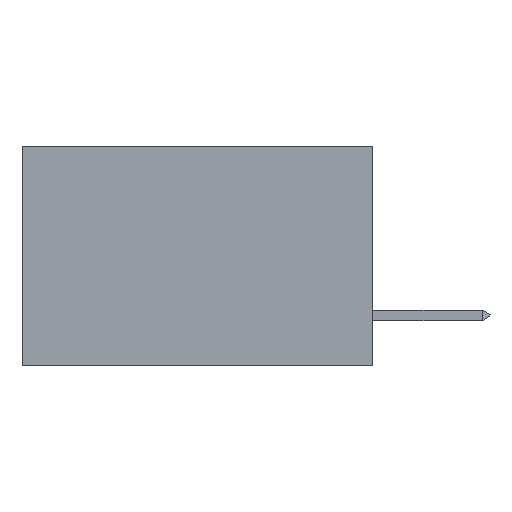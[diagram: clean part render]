
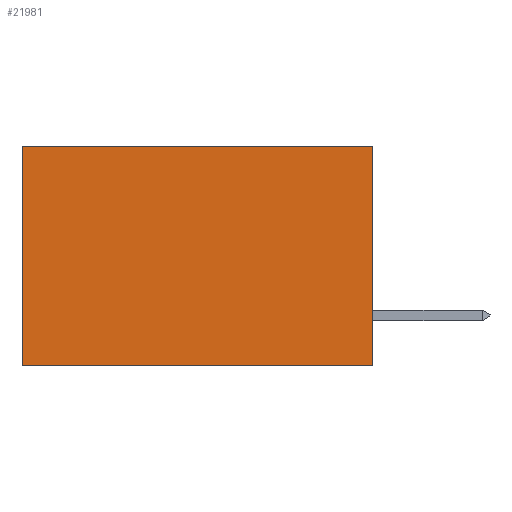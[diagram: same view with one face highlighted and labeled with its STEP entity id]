
A CAD part, left-side view. The second image highlights one B-rep face of the part: STEP entity #21981.
In plain terms, the highlighted planar face has unit normal (-1, 0, 0).
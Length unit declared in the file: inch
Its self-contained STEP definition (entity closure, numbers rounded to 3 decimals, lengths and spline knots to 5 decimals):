
#839 = EDGE_CURVE ( 'NONE', #14605, #17377, #16964, .T. ) ;
#1010 = VECTOR ( 'NONE', #4951, 39.37008 ) ;
#1277 = ORIENTED_EDGE ( 'NONE', *, *, #14774, .T. ) ;
#2391 = CARTESIAN_POINT ( 'NONE',  ( 0.277, 0., -0.37 ) ) ;
#4783 = CARTESIAN_POINT ( 'NONE',  ( 0.277, 0., 0. ) ) ;
#4803 = VECTOR ( 'NONE', #22506, 39.37008 ) ;
#4951 = DIRECTION ( 'NONE',  ( 0., 0., -1. ) ) ;
#5180 = CARTESIAN_POINT ( 'NONE',  ( 0.277, 0.59, -0.37 ) ) ;
#5218 = DIRECTION ( 'NONE',  ( 0., 0., -1. ) ) ;
#5827 = CARTESIAN_POINT ( 'NONE',  ( 0.277, 0.59, -0.37 ) ) ;
#6785 = LINE ( 'NONE', #20529, #4803 ) ;
#7276 = ORIENTED_EDGE ( 'NONE', *, *, #9346, .F. ) ;
#7811 = DIRECTION ( 'NONE',  ( 0., 1., 0. ) ) ;
#7823 = AXIS2_PLACEMENT_3D ( 'NONE', #9103, #11273, #25690 ) ;
#9103 = CARTESIAN_POINT ( 'NONE',  ( 0.277, 0., -0.37 ) ) ;
#9346 = EDGE_CURVE ( 'NONE', #25392, #17377, #6785, .T. ) ;
#10400 = EDGE_LOOP ( 'NONE', ( #13839, #7276, #20454, #1277 ) ) ;
#11273 = DIRECTION ( 'NONE',  ( 1., 0., 0. ) ) ;
#13839 = ORIENTED_EDGE ( 'NONE', *, *, #839, .T. ) ;
#14605 = VERTEX_POINT ( 'NONE', #16096 ) ;
#14774 = EDGE_CURVE ( 'NONE', #19886, #14605, #25930, .T. ) ;
#15699 = CARTESIAN_POINT ( 'NONE',  ( 0.277, 0., -0.37 ) ) ;
#16096 = CARTESIAN_POINT ( 'NONE',  ( 0.277, 0.59, 0. ) ) ;
#16621 = EDGE_CURVE ( 'NONE', #19886, #25392, #21254, .T. ) ;
#16964 = LINE ( 'NONE', #5180, #1010 ) ;
#17377 = VERTEX_POINT ( 'NONE', #5827 ) ;
#19886 = VERTEX_POINT ( 'NONE', #4783 ) ;
#20275 = FACE_OUTER_BOUND ( 'NONE', #10400, .T. ) ;
#20446 = VECTOR ( 'NONE', #7811, 39.37008 ) ;
#20454 = ORIENTED_EDGE ( 'NONE', *, *, #16621, .F. ) ;
#20529 = CARTESIAN_POINT ( 'NONE',  ( 0.277, 0., -0.37 ) ) ;
#21254 = LINE ( 'NONE', #15699, #26064 ) ;
#21566 = PLANE ( 'NONE',  #7823 ) ;
#21981 = ADVANCED_FACE ( 'NONE', ( #20275 ), #21566, .F. ) ;
#22506 = DIRECTION ( 'NONE',  ( 0., 1., 0. ) ) ;
#24357 = CARTESIAN_POINT ( 'NONE',  ( 0.277, 0., 0. ) ) ;
#25392 = VERTEX_POINT ( 'NONE', #2391 ) ;
#25690 = DIRECTION ( 'NONE',  ( 0., 0., -1. ) ) ;
#25930 = LINE ( 'NONE', #24357, #20446 ) ;
#26064 = VECTOR ( 'NONE', #5218, 39.37008 ) ;
